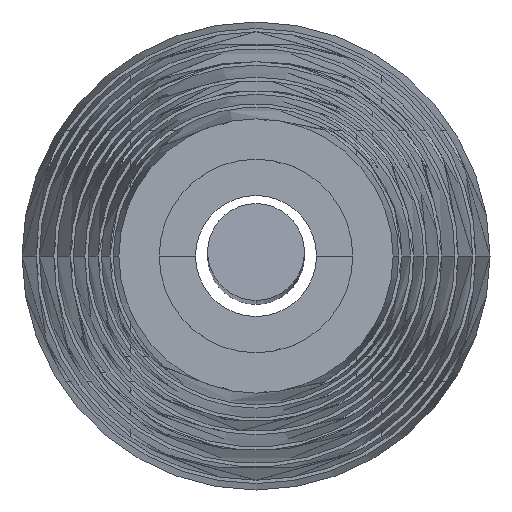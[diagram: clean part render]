
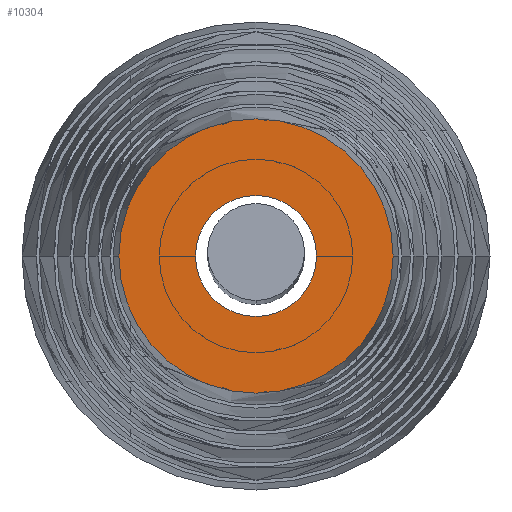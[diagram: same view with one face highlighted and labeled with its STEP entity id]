
A CAD part, front view. The second image highlights one B-rep face of the part: STEP entity #10304.
In plain terms, the highlighted planar face has unit normal (0, -1, 0).
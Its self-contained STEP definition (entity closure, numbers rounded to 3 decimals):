
#109=CARTESIAN_POINT('',(0.,-35.,0.));
#110=DIRECTION('',(0.,-1.,0.));
#111=DIRECTION('',(1.,0.,0.));
#112=AXIS2_PLACEMENT_3D('',#109,#110,#111);
#510=CARTESIAN_POINT('',(0.,-35.,0.));
#511=DIRECTION('',(0.,1.,0.));
#512=DIRECTION('',(1.,0.,0.));
#513=AXIS2_PLACEMENT_3D('',#510,#511,#512);
#5099=CARTESIAN_POINT('',(0.,-35.,0.));
#5100=DIRECTION('',(0.,1.,0.));
#5101=DIRECTION('',(0.,0.,1.));
#5102=AXIS2_PLACEMENT_3D('',#5099,#5100,#5101);
#5104=CARTESIAN_POINT('',(0.,-35.,0.));
#5105=DIRECTION('',(0.,1.,0.));
#5106=DIRECTION('',(0.,0.,-1.));
#5107=AXIS2_PLACEMENT_3D('',#5104,#5105,#5106);
#5965=CARTESIAN_POINT('',(1.7,-35.,0.));
#5966=CARTESIAN_POINT('',(-1.7,-35.,0.));
#5967=VERTEX_POINT('',#5965);
#5968=VERTEX_POINT('',#5966);
#6383=CARTESIAN_POINT('',(0.,-35.,0.75));
#6384=CARTESIAN_POINT('',(0.,-35.,-0.75));
#6385=VERTEX_POINT('',#6383);
#6386=VERTEX_POINT('',#6384);
#10291=CARTESIAN_POINT('',(0.,-35.,0.));
#10292=DIRECTION('',(0.,-1.,0.));
#10293=DIRECTION('',(-1.,0.,0.));
#10294=AXIS2_PLACEMENT_3D('',#10291,#10292,#10293);
#10295=PLANE('',#10294);
#10296=ORIENTED_EDGE('',*,*,#6670,.T.);
#10297=ORIENTED_EDGE('',*,*,#6472,.F.);
#10298=EDGE_LOOP('',(#10296,#10297));
#10299=FACE_OUTER_BOUND('',#10298,.F.);
#10300=ORIENTED_EDGE('',*,*,#7373,.F.);
#10301=ORIENTED_EDGE('',*,*,#10267,.F.);
#10302=EDGE_LOOP('',(#10300,#10301));
#10303=FACE_BOUND('',#10302,.F.);
#113=CIRCLE('',#112,1.7);
#514=CIRCLE('',#513,1.7);
#5103=CIRCLE('',#5102,0.75);
#5108=CIRCLE('',#5107,0.75);
#6472=EDGE_CURVE('',#5967,#5968,#113,.T.);
#6670=EDGE_CURVE('',#5967,#5968,#514,.T.);
#7373=EDGE_CURVE('',#6385,#6386,#5103,.T.);
#10267=EDGE_CURVE('',#6386,#6385,#5108,.T.);
#10304=ADVANCED_FACE('',(#10299,#10303),#10295,.T.);
